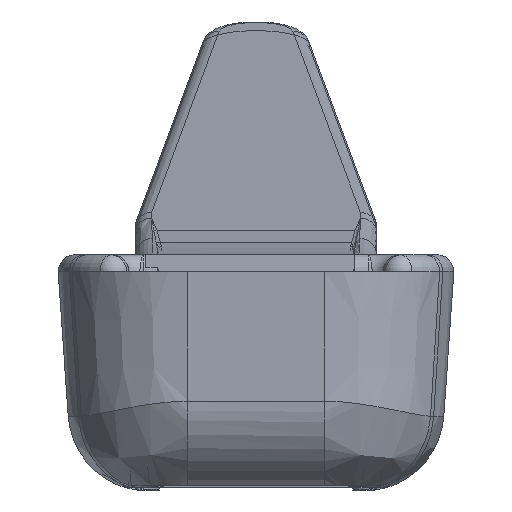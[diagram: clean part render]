
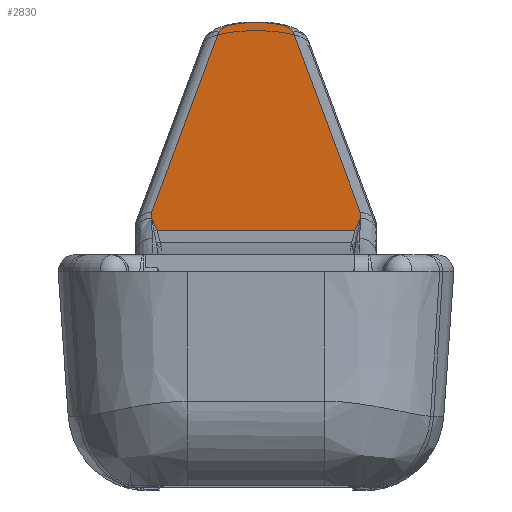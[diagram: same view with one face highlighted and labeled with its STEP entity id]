
A CAD part, left-side view. The second image highlights one B-rep face of the part: STEP entity #2830.
In plain terms, the highlighted planar face has unit normal (-0.259, 0, 0.966).
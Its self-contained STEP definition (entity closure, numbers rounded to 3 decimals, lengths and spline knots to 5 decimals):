
#1468=CIRCLE('',#41939,0.03451);
#2830=ADVANCED_FACE('',(#7102),#5296,.T.);
#5296=PLANE('',#41956);
#7102=FACE_OUTER_BOUND('',#9607,.T.);
#9607=EDGE_LOOP('',(#12671,#12672,#12673,#12674,#12675,#12676,#12677,#12678));
#12098=B_SPLINE_CURVE_WITH_KNOTS('',3,(#58726,#58727,#58728,#58729,#58730,
#58731,#58732,#58733,#58734,#58735,#58736,#58737,#58738,#58739,#58740,#58741),
 .UNSPECIFIED.,.F.,.F.,(4,3,3,3,3,4),(0.,0.02687,0.24128,
0.50331,0.71772,1.),.UNSPECIFIED.);
#12099=B_SPLINE_CURVE_WITH_KNOTS('',3,(#58742,#58743,#58744,#58745,#58746,
#58747,#58748,#58749,#58750,#58751,#58752,#58753,#58754),.UNSPECIFIED.,.F.,
 .F.,(4,3,3,3,4),(0.,0.49669,0.71111,0.97313,
1.),.UNSPECIFIED.);
#12671=ORIENTED_EDGE('',*,*,#27897,.F.);
#12672=ORIENTED_EDGE('',*,*,#27898,.F.);
#12673=ORIENTED_EDGE('',*,*,#27875,.F.);
#12674=ORIENTED_EDGE('',*,*,#27877,.F.);
#12675=ORIENTED_EDGE('',*,*,#27879,.F.);
#12676=ORIENTED_EDGE('',*,*,#27881,.F.);
#12677=ORIENTED_EDGE('',*,*,#27883,.F.);
#12678=ORIENTED_EDGE('',*,*,#27899,.F.);
#24017=VERTEX_POINT('',#58633);
#24018=VERTEX_POINT('',#58657);
#24019=VERTEX_POINT('',#58661);
#24020=VERTEX_POINT('',#58665);
#24021=VERTEX_POINT('',#58672);
#24022=VERTEX_POINT('',#58676);
#24030=VERTEX_POINT('',#58724);
#24031=VERTEX_POINT('',#58725);
#27875=EDGE_CURVE('',#24018,#24017,#33475,.T.);
#27877=EDGE_CURVE('',#24019,#24018,#33476,.T.);
#27879=EDGE_CURVE('',#24020,#24019,#1468,.T.);
#27881=EDGE_CURVE('',#24021,#24020,#33477,.T.);
#27883=EDGE_CURVE('',#24022,#24021,#33478,.T.);
#27897=EDGE_CURVE('',#24030,#24031,#33485,.T.);
#27898=EDGE_CURVE('',#24017,#24030,#12098,.T.);
#27899=EDGE_CURVE('',#24031,#24022,#12099,.T.);
#33475=LINE('',#58658,#37732);
#33476=LINE('',#58662,#37733);
#33477=LINE('',#58673,#37734);
#33478=LINE('',#58677,#37735);
#33485=LINE('',#58723,#37742);
#37732=VECTOR('',#46145,1.);
#37733=VECTOR('',#46150,1.);
#37734=VECTOR('',#46159,1.);
#37735=VECTOR('',#46164,1.);
#37742=VECTOR('',#46197,1.);
#41939=AXIS2_PLACEMENT_3D('',#58666,#46155,#46156);
#41956=AXIS2_PLACEMENT_3D('',#58755,#46198,#46199);
#46145=DIRECTION('',(-0.966,0.,-0.259));
#46150=DIRECTION('',(-0.961,-0.096,-0.258));
#46155=DIRECTION('',(0.259,0.,-0.966));
#46156=DIRECTION('',(-0.966,0.,-0.259));
#46159=DIRECTION('',(0.961,-0.096,0.258));
#46164=DIRECTION('',(0.966,0.,0.259));
#46197=DIRECTION('',(0.,1.,0.));
#46198=DIRECTION('',(-0.259,0.,0.966));
#46199=DIRECTION('',(-0.966,0.,-0.259));
#58633=CARTESIAN_POINT('',(11.71381,-0.09701,0.05007));
#58657=CARTESIAN_POINT('',(11.73395,-0.09701,0.05547));
#58658=CARTESIAN_POINT('',(12.40689,-0.09701,0.23578));
#58661=CARTESIAN_POINT('',(12.36179,-0.03435,0.2237));
#58662=CARTESIAN_POINT('',(12.42001,-0.02855,0.2393));
#58665=CARTESIAN_POINT('',(12.36179,0.03435,0.2237));
#58666=CARTESIAN_POINT('',(12.3586,0.,0.22284));
#58672=CARTESIAN_POINT('',(11.73251,0.09708,0.05508));
#58673=CARTESIAN_POINT('',(12.39928,0.03061,0.23374));
#58676=CARTESIAN_POINT('',(11.71381,0.09701,0.05007));
#58677=CARTESIAN_POINT('',(12.40689,0.09701,0.23578));
#58723=CARTESIAN_POINT('',(11.66903,0.1125,0.03807));
#58724=CARTESIAN_POINT('',(11.66903,-0.09196,0.03807));
#58725=CARTESIAN_POINT('',(11.66903,0.09196,0.03807));
#58726=CARTESIAN_POINT('',(11.71381,-0.09701,0.05007));
#58727=CARTESIAN_POINT('',(11.71341,-0.09696,0.04997));
#58728=CARTESIAN_POINT('',(11.71301,-0.09691,0.04986));
#58729=CARTESIAN_POINT('',(11.71261,-0.09686,0.04975));
#58730=CARTESIAN_POINT('',(11.70941,-0.09648,0.0489));
#58731=CARTESIAN_POINT('',(11.70622,-0.09609,0.04804));
#58732=CARTESIAN_POINT('',(11.70302,-0.09572,0.04718));
#58733=CARTESIAN_POINT('',(11.69911,-0.09525,0.04613));
#58734=CARTESIAN_POINT('',(11.6952,-0.0948,0.04509));
#58735=CARTESIAN_POINT('',(11.69129,-0.09435,0.04404));
#58736=CARTESIAN_POINT('',(11.68809,-0.09399,0.04318));
#58737=CARTESIAN_POINT('',(11.68488,-0.09363,0.04232));
#58738=CARTESIAN_POINT('',(11.68168,-0.09329,0.04146));
#58739=CARTESIAN_POINT('',(11.67747,-0.09283,0.04033));
#58740=CARTESIAN_POINT('',(11.67325,-0.09238,0.0392));
#58741=CARTESIAN_POINT('',(11.66903,-0.09196,0.03807));
#58742=CARTESIAN_POINT('',(11.66903,0.09196,0.03807));
#58743=CARTESIAN_POINT('',(11.67645,0.09271,0.04006));
#58744=CARTESIAN_POINT('',(11.68387,0.09351,0.04205));
#58745=CARTESIAN_POINT('',(11.69129,0.09435,0.04404));
#58746=CARTESIAN_POINT('',(11.69449,0.09472,0.0449));
#58747=CARTESIAN_POINT('',(11.69769,0.09509,0.04575));
#58748=CARTESIAN_POINT('',(11.70089,0.09546,0.04661));
#58749=CARTESIAN_POINT('',(11.7048,0.09592,0.04766));
#58750=CARTESIAN_POINT('',(11.7087,0.09639,0.0487));
#58751=CARTESIAN_POINT('',(11.71261,0.09686,0.04975));
#58752=CARTESIAN_POINT('',(11.71301,0.09691,0.04986));
#58753=CARTESIAN_POINT('',(11.71341,0.09696,0.04997));
#58754=CARTESIAN_POINT('',(11.71381,0.09701,0.05007));
#58755=CARTESIAN_POINT('',(12.40689,0.1125,0.23578));
